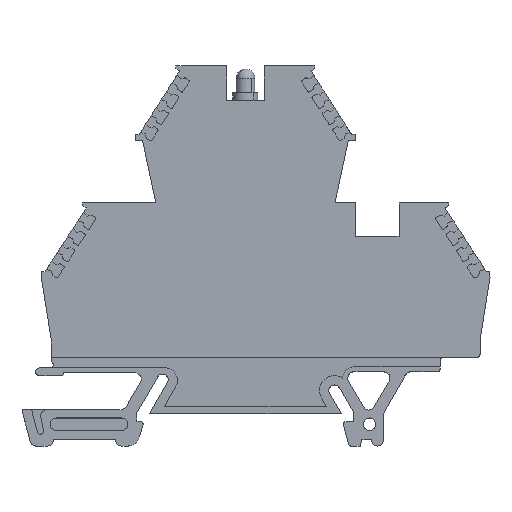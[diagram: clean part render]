
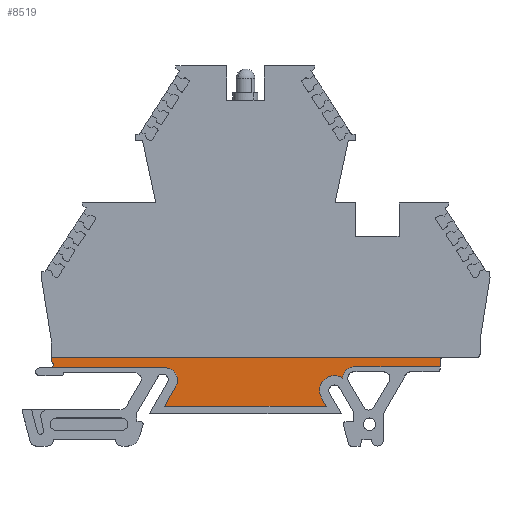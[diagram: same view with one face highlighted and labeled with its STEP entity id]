
A CAD part, top view. The second image highlights one B-rep face of the part: STEP entity #8519.
In plain terms, the highlighted planar face has unit normal (0, 0, 1).
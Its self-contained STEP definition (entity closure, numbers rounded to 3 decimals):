
#141 = VERTEX_POINT ( 'NONE', #4765 ) ;
#274 = DIRECTION ( 'NONE',  ( 0., 0., -1. ) ) ;
#433 = AXIS2_PLACEMENT_3D ( 'NONE', #13338, #11254, #4807 ) ;
#457 = CARTESIAN_POINT ( 'NONE',  ( -12.885, 7.35, 1. ) ) ;
#517 = LINE ( 'NONE', #2019, #8933 ) ;
#523 = VERTEX_POINT ( 'NONE', #2843 ) ;
#768 = AXIS2_PLACEMENT_3D ( 'NONE', #13993, #7613, #1014 ) ;
#834 = AXIS2_PLACEMENT_3D ( 'NONE', #6891, #274, #7989 ) ;
#994 = CIRCLE ( 'NONE', #768, 0.5 ) ;
#1014 = DIRECTION ( 'NONE',  ( 1., 0., 0. ) ) ;
#1046 = LINE ( 'NONE', #5595, #9422 ) ;
#1113 = AXIS2_PLACEMENT_3D ( 'NONE', #12848, #6425, #13907 ) ;
#1130 = CARTESIAN_POINT ( 'NONE',  ( -31.147, 9., 1. ) ) ;
#1566 = VERTEX_POINT ( 'NONE', #7313 ) ;
#1761 = EDGE_CURVE ( 'NONE', #12351, #10957, #10097, .T. ) ;
#1845 = DIRECTION ( 'NONE',  ( 0., 0., -1. ) ) ;
#1909 = CARTESIAN_POINT ( 'NONE',  ( 31.252, 8.5, 1. ) ) ;
#2019 = CARTESIAN_POINT ( 'NONE',  ( -31.148, 9., 1. ) ) ;
#2099 = DIRECTION ( 'NONE',  ( 1., 0., 0. ) ) ;
#2118 = CARTESIAN_POINT ( 'NONE',  ( 12.972, 1.2, 1. ) ) ;
#2173 = CARTESIAN_POINT ( 'NONE',  ( -12.972, 1.2, 1. ) ) ;
#2175 = EDGE_CURVE ( 'NONE', #523, #13667, #11988, .T. ) ;
#2476 = EDGE_CURVE ( 'NONE', #8597, #9553, #13692, .T. ) ;
#2593 = PLANE ( 'NONE',  #433 ) ;
#2807 = DIRECTION ( 'NONE',  ( -0.5, -0.866, 0. ) ) ;
#2823 = CARTESIAN_POINT ( 'NONE',  ( 15.617, 5.706, 1. ) ) ;
#2843 = CARTESIAN_POINT ( 'NONE',  ( -31.148, 8.35, 1. ) ) ;
#2863 = DIRECTION ( 'NONE',  ( -0.002, -1., 0. ) ) ;
#2909 = EDGE_CURVE ( 'NONE', #9553, #9080, #7020, .T. ) ;
#3196 = CARTESIAN_POINT ( 'NONE',  ( 12.972, 1.2, 1. ) ) ;
#3409 = CARTESIAN_POINT ( 'NONE',  ( 17.417, 7.5, 1. ) ) ;
#3563 = FACE_OUTER_BOUND ( 'NONE', #7504, .T. ) ;
#3654 = LINE ( 'NONE', #5486, #9376 ) ;
#3783 = AXIS2_PLACEMENT_3D ( 'NONE', #11063, #4626, #12153 ) ;
#3807 = CARTESIAN_POINT ( 'NONE',  ( 12.972, 1.2, 1. ) ) ;
#4260 = ORIENTED_EDGE ( 'NONE', *, *, #2175, .T. ) ;
#4464 = EDGE_CURVE ( 'NONE', #5212, #14081, #13485, .T. ) ;
#4494 = CARTESIAN_POINT ( 'NONE',  ( 14.3, 3.7, 1. ) ) ;
#4626 = DIRECTION ( 'NONE',  ( 0., 0., -1. ) ) ;
#4765 = CARTESIAN_POINT ( 'NONE',  ( 31.752, 9., 1. ) ) ;
#4807 = DIRECTION ( 'NONE',  ( 1., 0., 0. ) ) ;
#4969 = CARTESIAN_POINT ( 'NONE',  ( -12.972, 1.2, 1. ) ) ;
#5211 = LINE ( 'NONE', #4969, #13406 ) ;
#5212 = VERTEX_POINT ( 'NONE', #2173 ) ;
#5335 = EDGE_CURVE ( 'NONE', #10957, #13721, #11660, .T. ) ;
#5402 = AXIS2_PLACEMENT_3D ( 'NONE', #4494, #12023, #5589 ) ;
#5486 = CARTESIAN_POINT ( 'NONE',  ( -12.885, 7.35, 1. ) ) ;
#5589 = DIRECTION ( 'NONE',  ( 1., 0., 0. ) ) ;
#5595 = CARTESIAN_POINT ( 'NONE',  ( 31.252, 7.5, 1. ) ) ;
#5753 = ORIENTED_EDGE ( 'NONE', *, *, #14065, .T. ) ;
#5763 = AXIS2_PLACEMENT_3D ( 'NONE', #8395, #1845, #9484 ) ;
#6171 = ORIENTED_EDGE ( 'NONE', *, *, #4464, .T. ) ;
#6181 = ORIENTED_EDGE ( 'NONE', *, *, #9403, .T. ) ;
#6425 = DIRECTION ( 'NONE',  ( 0., 0., -1. ) ) ;
#6502 = CARTESIAN_POINT ( 'NONE',  ( -31.148, 7.35, 1. ) ) ;
#6659 = ORIENTED_EDGE ( 'NONE', *, *, #12025, .T. ) ;
#6736 = LINE ( 'NONE', #11494, #9256 ) ;
#6841 = ORIENTED_EDGE ( 'NONE', *, *, #10858, .T. ) ;
#6891 = CARTESIAN_POINT ( 'NONE',  ( -12.885, 5.35, 1. ) ) ;
#7020 = CIRCLE ( 'NONE', #5763, 2. ) ;
#7313 = CARTESIAN_POINT ( 'NONE',  ( 31.252, 7.5, 1. ) ) ;
#7504 = EDGE_LOOP ( 'NONE', ( #6659, #4260, #12783, #13300, #13602, #13035, #6171, #6841, #11368, #12911, #13438, #8150, #5753, #6181 ) ) ;
#7613 = DIRECTION ( 'NONE',  ( 0., 0., -1. ) ) ;
#7633 = VECTOR ( 'NONE', #11331, 1000. ) ;
#7809 = VECTOR ( 'NONE', #2099, 1000. ) ;
#7890 = VERTEX_POINT ( 'NONE', #1130 ) ;
#7989 = DIRECTION ( 'NONE',  ( 1., 0., 0. ) ) ;
#8150 = ORIENTED_EDGE ( 'NONE', *, *, #9489, .T. ) ;
#8395 = CARTESIAN_POINT ( 'NONE',  ( -12.885, 5.35, 1. ) ) ;
#8519 = ADVANCED_FACE ( 'NONE', ( #3563 ), #2593, .T. ) ;
#8597 = VERTEX_POINT ( 'NONE', #457 ) ;
#8876 = DIRECTION ( 'NONE',  ( 1., 0., 0. ) ) ;
#8933 = VECTOR ( 'NONE', #9638, 1000. ) ;
#9080 = VERTEX_POINT ( 'NONE', #11193 ) ;
#9256 = VECTOR ( 'NONE', #2863, 1000. ) ;
#9376 = VECTOR ( 'NONE', #12986, 1000. ) ;
#9403 = EDGE_CURVE ( 'NONE', #141, #7890, #517, .T. ) ;
#9422 = VECTOR ( 'NONE', #8876, 1000. ) ;
#9484 = DIRECTION ( 'NONE',  ( 1., 0., 0. ) ) ;
#9489 = EDGE_CURVE ( 'NONE', #1566, #11534, #10436, .T. ) ;
#9553 = VERTEX_POINT ( 'NONE', #11003 ) ;
#9570 = EDGE_CURVE ( 'NONE', #13721, #1566, #1046, .T. ) ;
#9638 = DIRECTION ( 'NONE',  ( -1., 0., 0. ) ) ;
#10022 = CARTESIAN_POINT ( 'NONE',  ( 12.221, 2.5, 1. ) ) ;
#10097 = CIRCLE ( 'NONE', #5402, 2.4 ) ;
#10436 = LINE ( 'NONE', #12996, #13260 ) ;
#10480 = LINE ( 'NONE', #3807, #7633 ) ;
#10858 = EDGE_CURVE ( 'NONE', #14081, #12351, #10480, .T. ) ;
#10957 = VERTEX_POINT ( 'NONE', #2823 ) ;
#11003 = CARTESIAN_POINT ( 'NONE',  ( -10.885, 5.35, 1. ) ) ;
#11063 = CARTESIAN_POINT ( 'NONE',  ( 17.417, 5.7, 1. ) ) ;
#11193 = CARTESIAN_POINT ( 'NONE',  ( -11.153, 4.35, 1. ) ) ;
#11254 = DIRECTION ( 'NONE',  ( 0., 0., 1. ) ) ;
#11331 = DIRECTION ( 'NONE',  ( -0.5, 0.866, 0. ) ) ;
#11368 = ORIENTED_EDGE ( 'NONE', *, *, #1761, .T. ) ;
#11494 = CARTESIAN_POINT ( 'NONE',  ( -31.143, 11.666, 1. ) ) ;
#11534 = VERTEX_POINT ( 'NONE', #1909 ) ;
#11660 = CIRCLE ( 'NONE', #3783, 1.8 ) ;
#11897 = DIRECTION ( 'NONE',  ( 0., 1., 0. ) ) ;
#11988 = CIRCLE ( 'NONE', #1113, 0.573 ) ;
#12023 = DIRECTION ( 'NONE',  ( 0., 0., -1. ) ) ;
#12025 = EDGE_CURVE ( 'NONE', #7890, #523, #6736, .T. ) ;
#12153 = DIRECTION ( 'NONE',  ( 1., 0., 0. ) ) ;
#12351 = VERTEX_POINT ( 'NONE', #10022 ) ;
#12783 = ORIENTED_EDGE ( 'NONE', *, *, #14092, .T. ) ;
#12848 = CARTESIAN_POINT ( 'NONE',  ( -31.428, 7.85, 1. ) ) ;
#12911 = ORIENTED_EDGE ( 'NONE', *, *, #5335, .T. ) ;
#12986 = DIRECTION ( 'NONE',  ( 1., 0., 0. ) ) ;
#12996 = CARTESIAN_POINT ( 'NONE',  ( 31.252, 7.5, 1. ) ) ;
#13035 = ORIENTED_EDGE ( 'NONE', *, *, #13431, .T. ) ;
#13260 = VECTOR ( 'NONE', #11897, 1000. ) ;
#13300 = ORIENTED_EDGE ( 'NONE', *, *, #2476, .T. ) ;
#13338 = CARTESIAN_POINT ( 'NONE',  ( 31.752, 8.5, 1. ) ) ;
#13406 = VECTOR ( 'NONE', #2807, 1000. ) ;
#13431 = EDGE_CURVE ( 'NONE', #9080, #5212, #5211, .T. ) ;
#13438 = ORIENTED_EDGE ( 'NONE', *, *, #9570, .T. ) ;
#13485 = LINE ( 'NONE', #3196, #7809 ) ;
#13602 = ORIENTED_EDGE ( 'NONE', *, *, #2909, .T. ) ;
#13667 = VERTEX_POINT ( 'NONE', #6502 ) ;
#13692 = CIRCLE ( 'NONE', #834, 2. ) ;
#13721 = VERTEX_POINT ( 'NONE', #3409 ) ;
#13907 = DIRECTION ( 'NONE',  ( 1., 0., 0. ) ) ;
#13993 = CARTESIAN_POINT ( 'NONE',  ( 31.752, 8.5, 1. ) ) ;
#14065 = EDGE_CURVE ( 'NONE', #11534, #141, #994, .T. ) ;
#14081 = VERTEX_POINT ( 'NONE', #2118 ) ;
#14092 = EDGE_CURVE ( 'NONE', #13667, #8597, #3654, .T. ) ;
